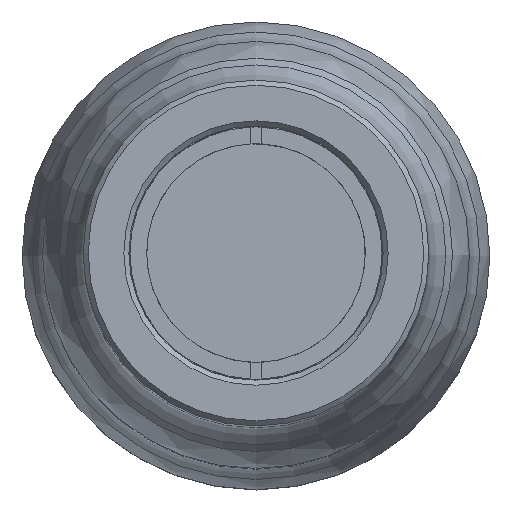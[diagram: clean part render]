
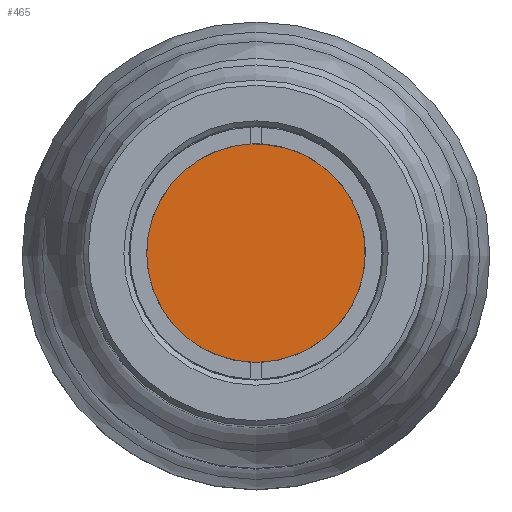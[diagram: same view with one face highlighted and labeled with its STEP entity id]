
A CAD part, top view. The second image highlights one B-rep face of the part: STEP entity #465.
In plain terms, the highlighted planar face has unit normal (0, 0, 1).
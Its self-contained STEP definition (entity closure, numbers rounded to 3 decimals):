
#101=FACE_OUTER_BOUND('',#146,.T.);
#146=EDGE_LOOP('',(#340));
#189=CIRCLE('',#524,10.75);
#223=VERTEX_POINT('',#815);
#267=EDGE_CURVE('',#223,#223,#189,.T.);
#340=ORIENTED_EDGE('',*,*,#267,.T.);
#405=PLANE('',#523);
#465=ADVANCED_FACE('',(#101),#405,.F.);
#523=AXIS2_PLACEMENT_3D('',#814,#623,#624);
#524=AXIS2_PLACEMENT_3D('',#816,#625,#626);
#623=DIRECTION('center_axis',(0.,0.,
-1.));
#624=DIRECTION('ref_axis',(0.,1.,0.));
#625=DIRECTION('center_axis',(0.,0.,
1.));
#626=DIRECTION('ref_axis',(0.,1.,0.));
#814=CARTESIAN_POINT('Origin',(0.,0.,
28.));
#815=CARTESIAN_POINT('',(0.,-10.75,28.));
#816=CARTESIAN_POINT('Origin',(0.,0.,
28.));
